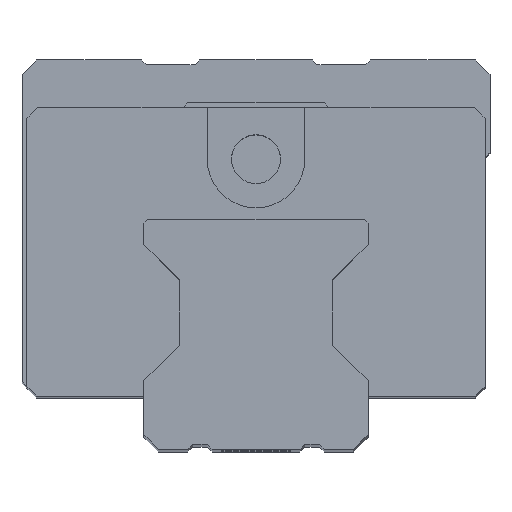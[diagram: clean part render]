
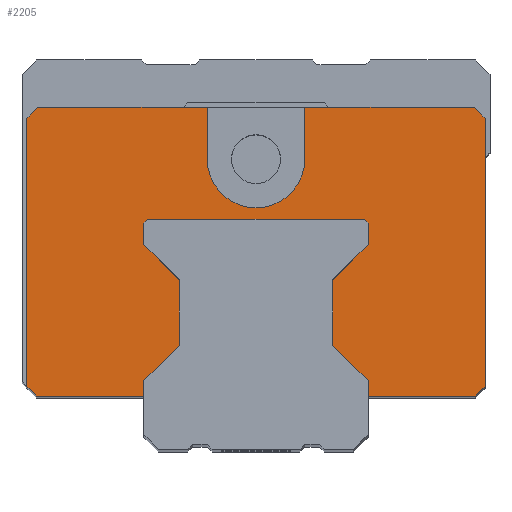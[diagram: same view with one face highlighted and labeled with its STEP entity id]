
A CAD part, top view. The second image highlights one B-rep face of the part: STEP entity #2205.
In plain terms, the highlighted planar face has unit normal (0, 0, 1).
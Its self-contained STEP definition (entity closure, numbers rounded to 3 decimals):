
#205=CARTESIAN_POINT('',(0.,-6.2,57.2));
#206=DIRECTION('',(0.,0.,1.));
#207=DIRECTION('',(-1.,0.,0.));
#208=AXIS2_PLACEMENT_3D('',#205,#206,#207);
#210=DIRECTION('',(0.,1.,0.));
#211=VECTOR('',#210,5.3);
#212=CARTESIAN_POINT('',(5.,-6.2,57.2));
#213=LINE('',#212,#211);
#214=DIRECTION('',(1.,0.,0.));
#215=VECTOR('',#214,17.4);
#216=CARTESIAN_POINT('',(5.,-0.9,57.2));
#217=LINE('',#216,#215);
#218=DIRECTION('',(0.707,-0.707,0.));
#219=VECTOR('',#218,1.556);
#220=CARTESIAN_POINT('',(22.4,-0.9,57.2));
#221=LINE('',#220,#219);
#222=DIRECTION('',(0.,-1.,0.));
#223=VECTOR('',#222,27.5);
#224=CARTESIAN_POINT('',(23.5,-2.,57.2));
#225=LINE('',#224,#223);
#226=DIRECTION('',(-0.707,-0.707,0.));
#227=VECTOR('',#226,1.414);
#228=CARTESIAN_POINT('',(23.5,-29.5,57.2));
#229=LINE('',#228,#227);
#230=DIRECTION('',(-1.,0.,0.));
#231=VECTOR('',#230,11.);
#232=CARTESIAN_POINT('',(22.5,-30.5,57.2));
#233=LINE('',#232,#231);
#234=DIRECTION('',(0.,1.,0.));
#235=VECTOR('',#234,1.543);
#236=CARTESIAN_POINT('',(11.5,-30.5,57.2));
#237=LINE('',#236,#235);
#238=DIRECTION('',(-0.707,0.707,0.));
#239=VECTOR('',#238,5.162);
#240=CARTESIAN_POINT('',(11.5,-28.957,57.2));
#241=LINE('',#240,#239);
#242=DIRECTION('',(0.,1.,0.));
#243=VECTOR('',#242,6.675);
#244=CARTESIAN_POINT('',(7.85,-25.307,57.2));
#245=LINE('',#244,#243);
#246=DIRECTION('',(0.707,0.707,0.));
#247=VECTOR('',#246,5.162);
#248=CARTESIAN_POINT('',(7.85,-18.632,57.2));
#249=LINE('',#248,#247);
#250=DIRECTION('',(0.,1.,0.));
#251=VECTOR('',#250,2.182);
#252=CARTESIAN_POINT('',(11.5,-14.982,57.2));
#253=LINE('',#252,#251);
#254=DIRECTION('',(-0.707,0.707,0.));
#255=VECTOR('',#254,0.566);
#256=CARTESIAN_POINT('',(11.5,-12.8,57.2));
#257=LINE('',#256,#255);
#258=DIRECTION('',(-1.,0.,0.));
#259=VECTOR('',#258,22.2);
#260=CARTESIAN_POINT('',(11.1,-12.4,57.2));
#261=LINE('',#260,#259);
#262=DIRECTION('',(-0.707,-0.707,0.));
#263=VECTOR('',#262,0.566);
#264=CARTESIAN_POINT('',(-11.1,-12.4,57.2));
#265=LINE('',#264,#263);
#266=DIRECTION('',(0.,-1.,0.));
#267=VECTOR('',#266,2.182);
#268=CARTESIAN_POINT('',(-11.5,-12.8,57.2));
#269=LINE('',#268,#267);
#270=DIRECTION('',(0.707,-0.707,0.));
#271=VECTOR('',#270,5.162);
#272=CARTESIAN_POINT('',(-11.5,-14.982,57.2));
#273=LINE('',#272,#271);
#274=DIRECTION('',(0.,-1.,0.));
#275=VECTOR('',#274,6.675);
#276=CARTESIAN_POINT('',(-7.85,-18.632,57.2));
#277=LINE('',#276,#275);
#278=DIRECTION('',(-0.707,-0.707,0.));
#279=VECTOR('',#278,5.162);
#280=CARTESIAN_POINT('',(-7.85,-25.307,57.2));
#281=LINE('',#280,#279);
#282=DIRECTION('',(0.,-1.,0.));
#283=VECTOR('',#282,1.543);
#284=CARTESIAN_POINT('',(-11.5,-28.957,57.2));
#285=LINE('',#284,#283);
#286=DIRECTION('',(-1.,0.,0.));
#287=VECTOR('',#286,11.);
#288=CARTESIAN_POINT('',(-11.5,-30.5,57.2));
#289=LINE('',#288,#287);
#290=DIRECTION('',(-0.707,0.707,0.));
#291=VECTOR('',#290,1.414);
#292=CARTESIAN_POINT('',(-22.5,-30.5,57.2));
#293=LINE('',#292,#291);
#294=DIRECTION('',(0.,1.,0.));
#295=VECTOR('',#294,27.5);
#296=CARTESIAN_POINT('',(-23.5,-29.5,57.2));
#297=LINE('',#296,#295);
#298=DIRECTION('',(0.707,0.707,0.));
#299=VECTOR('',#298,1.556);
#300=CARTESIAN_POINT('',(-23.5,-2.,57.2));
#301=LINE('',#300,#299);
#302=DIRECTION('',(1.,0.,0.));
#303=VECTOR('',#302,17.4);
#304=CARTESIAN_POINT('',(-22.4,-0.9,57.2));
#305=LINE('',#304,#303);
#306=DIRECTION('',(0.,1.,0.));
#307=VECTOR('',#306,5.3);
#308=CARTESIAN_POINT('',(-5.,-6.2,57.2));
#309=LINE('',#308,#307);
#1721=CARTESIAN_POINT('',(23.5,-2.,57.2));
#1722=CARTESIAN_POINT('',(23.5,-29.5,57.2));
#1723=VERTEX_POINT('',#1721);
#1724=VERTEX_POINT('',#1722);
#1725=CARTESIAN_POINT('',(22.5,-30.5,57.2));
#1726=VERTEX_POINT('',#1725);
#1727=CARTESIAN_POINT('',(11.5,-30.5,57.2));
#1728=VERTEX_POINT('',#1727);
#1729=CARTESIAN_POINT('',(11.5,-28.957,57.2));
#1730=VERTEX_POINT('',#1729);
#1731=CARTESIAN_POINT('',(7.85,-25.307,57.2));
#1732=VERTEX_POINT('',#1731);
#1733=CARTESIAN_POINT('',(7.85,-18.632,57.2));
#1734=VERTEX_POINT('',#1733);
#1735=CARTESIAN_POINT('',(11.5,-14.982,57.2));
#1736=VERTEX_POINT('',#1735);
#1737=CARTESIAN_POINT('',(11.5,-12.8,57.2));
#1738=VERTEX_POINT('',#1737);
#1739=CARTESIAN_POINT('',(11.1,-12.4,57.2));
#1740=VERTEX_POINT('',#1739);
#1741=CARTESIAN_POINT('',(-11.1,-12.4,57.2));
#1742=VERTEX_POINT('',#1741);
#1743=CARTESIAN_POINT('',(-11.5,-12.8,57.2));
#1744=VERTEX_POINT('',#1743);
#1745=CARTESIAN_POINT('',(-11.5,-14.982,57.2));
#1746=VERTEX_POINT('',#1745);
#1747=CARTESIAN_POINT('',(-7.85,-18.632,57.2));
#1748=VERTEX_POINT('',#1747);
#1749=CARTESIAN_POINT('',(-7.85,-25.307,57.2));
#1750=VERTEX_POINT('',#1749);
#1751=CARTESIAN_POINT('',(-11.5,-28.957,57.2));
#1752=VERTEX_POINT('',#1751);
#1753=CARTESIAN_POINT('',(-11.5,-30.5,57.2));
#1754=VERTEX_POINT('',#1753);
#1755=CARTESIAN_POINT('',(-22.5,-30.5,57.2));
#1756=VERTEX_POINT('',#1755);
#1757=CARTESIAN_POINT('',(-23.5,-29.5,57.2));
#1758=VERTEX_POINT('',#1757);
#1759=CARTESIAN_POINT('',(-23.5,-2.,57.2));
#1760=VERTEX_POINT('',#1759);
#1761=CARTESIAN_POINT('',(-22.4,-0.9,57.2));
#1762=VERTEX_POINT('',#1761);
#1767=CARTESIAN_POINT('',(-5.,-0.9,57.2));
#1768=VERTEX_POINT('',#1767);
#1769=CARTESIAN_POINT('',(5.,-0.9,57.2));
#1770=CARTESIAN_POINT('',(22.4,-0.9,57.2));
#1771=VERTEX_POINT('',#1769);
#1772=VERTEX_POINT('',#1770);
#1777=CARTESIAN_POINT('',(5.,-6.2,57.2));
#1778=VERTEX_POINT('',#1777);
#1779=CARTESIAN_POINT('',(-5.,-6.2,57.2));
#1780=VERTEX_POINT('',#1779);
#2148=CARTESIAN_POINT('',(7.,-0.4,57.2));
#2149=DIRECTION('',(0.,0.,1.));
#2150=DIRECTION('',(1.,0.,0.));
#2151=AXIS2_PLACEMENT_3D('',#2148,#2149,#2150);
#2152=PLANE('',#2151);
#2154=ORIENTED_EDGE('',*,*,#2153,.F.);
#2156=ORIENTED_EDGE('',*,*,#2155,.T.);
#2158=ORIENTED_EDGE('',*,*,#2157,.T.);
#2160=ORIENTED_EDGE('',*,*,#2159,.T.);
#2161=ORIENTED_EDGE('',*,*,#2141,.T.);
#2162=ORIENTED_EDGE('',*,*,#1912,.T.);
#2164=ORIENTED_EDGE('',*,*,#2163,.T.);
#2166=ORIENTED_EDGE('',*,*,#2165,.T.);
#2168=ORIENTED_EDGE('',*,*,#2167,.T.);
#2170=ORIENTED_EDGE('',*,*,#2169,.T.);
#2172=ORIENTED_EDGE('',*,*,#2171,.T.);
#2174=ORIENTED_EDGE('',*,*,#2173,.T.);
#2176=ORIENTED_EDGE('',*,*,#2175,.T.);
#2178=ORIENTED_EDGE('',*,*,#2177,.T.);
#2180=ORIENTED_EDGE('',*,*,#2179,.T.);
#2182=ORIENTED_EDGE('',*,*,#2181,.T.);
#2184=ORIENTED_EDGE('',*,*,#2183,.T.);
#2186=ORIENTED_EDGE('',*,*,#2185,.T.);
#2188=ORIENTED_EDGE('',*,*,#2187,.T.);
#2190=ORIENTED_EDGE('',*,*,#2189,.T.);
#2192=ORIENTED_EDGE('',*,*,#2191,.T.);
#2194=ORIENTED_EDGE('',*,*,#2193,.T.);
#2196=ORIENTED_EDGE('',*,*,#2195,.T.);
#2198=ORIENTED_EDGE('',*,*,#2197,.T.);
#2200=ORIENTED_EDGE('',*,*,#2199,.T.);
#2202=ORIENTED_EDGE('',*,*,#2201,.T.);
#2203=EDGE_LOOP('',(#2154,#2156,#2158,#2160,#2161,#2162,#2164,#2166,#2168,#2170,
#2172,#2174,#2176,#2178,#2180,#2182,#2184,#2186,#2188,#2190,#2192,#2194,#2196,
#2198,#2200,#2202));
#2204=FACE_OUTER_BOUND('',#2203,.F.);
#2205=ADVANCED_FACE('',(#2204),#2152,.T.);
#209=CIRCLE('',#208,5.);
#1912=EDGE_CURVE('',#1723,#1724,#225,.T.);
#2141=EDGE_CURVE('',#1772,#1723,#221,.T.);
#2153=EDGE_CURVE('',#1780,#1768,#309,.T.);
#2155=EDGE_CURVE('',#1780,#1778,#209,.T.);
#2157=EDGE_CURVE('',#1778,#1771,#213,.T.);
#2159=EDGE_CURVE('',#1771,#1772,#217,.T.);
#2163=EDGE_CURVE('',#1724,#1726,#229,.T.);
#2165=EDGE_CURVE('',#1726,#1728,#233,.T.);
#2167=EDGE_CURVE('',#1728,#1730,#237,.T.);
#2169=EDGE_CURVE('',#1730,#1732,#241,.T.);
#2171=EDGE_CURVE('',#1732,#1734,#245,.T.);
#2173=EDGE_CURVE('',#1734,#1736,#249,.T.);
#2175=EDGE_CURVE('',#1736,#1738,#253,.T.);
#2177=EDGE_CURVE('',#1738,#1740,#257,.T.);
#2179=EDGE_CURVE('',#1740,#1742,#261,.T.);
#2181=EDGE_CURVE('',#1742,#1744,#265,.T.);
#2183=EDGE_CURVE('',#1744,#1746,#269,.T.);
#2185=EDGE_CURVE('',#1746,#1748,#273,.T.);
#2187=EDGE_CURVE('',#1748,#1750,#277,.T.);
#2189=EDGE_CURVE('',#1750,#1752,#281,.T.);
#2191=EDGE_CURVE('',#1752,#1754,#285,.T.);
#2193=EDGE_CURVE('',#1754,#1756,#289,.T.);
#2195=EDGE_CURVE('',#1756,#1758,#293,.T.);
#2197=EDGE_CURVE('',#1758,#1760,#297,.T.);
#2199=EDGE_CURVE('',#1760,#1762,#301,.T.);
#2201=EDGE_CURVE('',#1762,#1768,#305,.T.);
